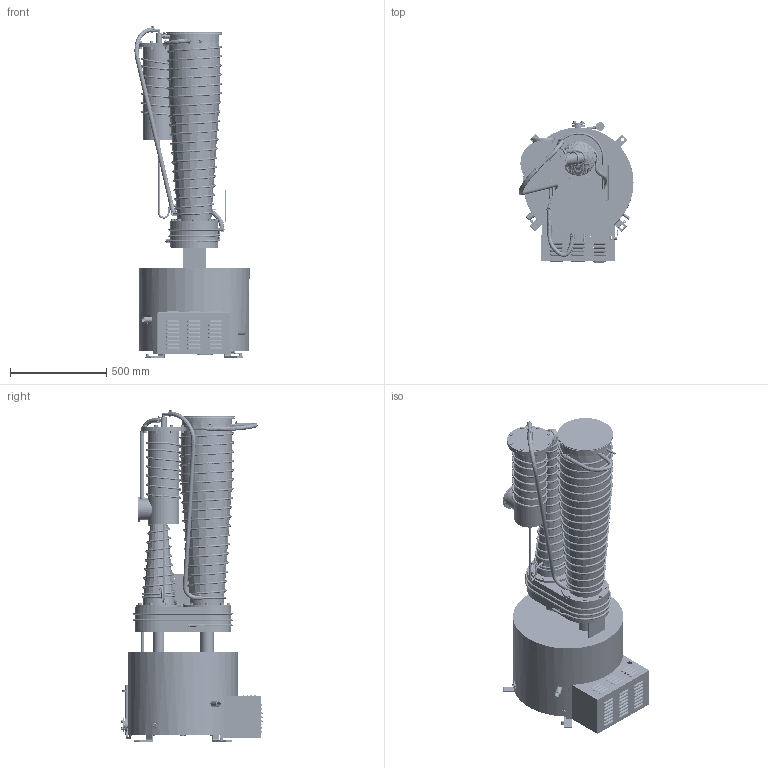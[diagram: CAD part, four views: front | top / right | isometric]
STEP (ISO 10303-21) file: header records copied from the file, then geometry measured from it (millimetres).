
FILE_DESCRIPTION(('STEP AP203'), '1');
FILE_NAME('2ÍÂÁÌ-250-3000 äëÿ çàêàç÷èêà', '', ('UNSPECIFIED'), ('UNSPECIFIED'), 'C3D Converter', 'C3D Toolkit', '');
FILE_SCHEMA(('CONFIG_CONTROL_DESIGN'));
Length unit declared in the file: millimetre
Bounding box: 597.68 x 733.19 x 1724.88 mm (x, y, z)
Surface area: 9704878.1 mm2 (no closed solid volume)
Topology: 0 solids, 1943 shells, 1952 faces, 9036 edges, 8429 vertices
Faces by surface type: plane 777, cylinder 539, cone 345, sphere 115, bspline 107, torus 69
Full cylindrical faces by diameter (mm): 3.4 x5, 4 x12, 4.5 x6, 4.917 x2, 5 x23, 6 x5, 6.228 x4, 6.4 x2, 7 x2, 7.4 x6, 8 x4, 8.228 x6, 9 x2, 10 x30, 10.2 x3, 10.3 x1, 12 x3, 13 x22, 14 x20, 14.5 x1, 16 x36, 16.5 x1, 17 x16, 18 x3, 20 x37, 22 x2, 22.5 x6, 25 x1, 26 x1, 30 x6
Entity records: 197432 total; most frequent: CARTESIAN_POINT 97585, DIRECTION 14509, ORIENTED_EDGE 8431, EDGE_CURVE 8422, VERTEX_POINT 8413, AXIS2_PLACEMENT_3D 5755, CIRCLE 3909, COLOUR_RGB 3902
